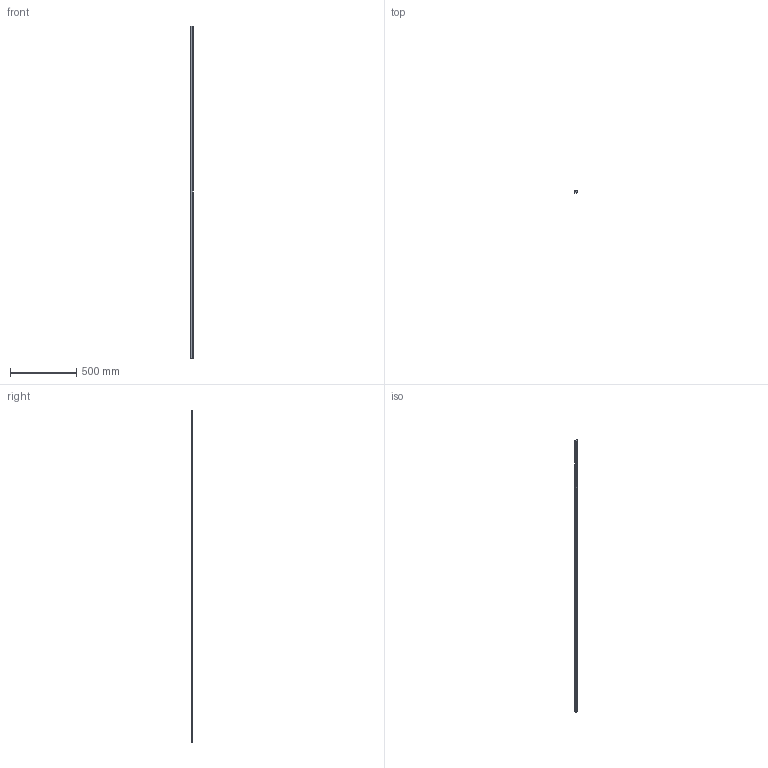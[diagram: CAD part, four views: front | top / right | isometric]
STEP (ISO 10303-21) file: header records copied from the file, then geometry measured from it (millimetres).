
FILE_DESCRIPTION(/* description */ (''),/* implementation_level */ '2;1');
FILE_NAME(/* name */ 'Baugruppe_mit_Endkappen_sldasm.stp',/* time_stamp */ '2019-06-11T06:59:49+02:00',/* author */ (''),/* organization */ (''),/* preprocessor_version */ 'ST-DEVELOPER v16.7',/* originating_system */ 'SIEMENS PLM Software NX 12.0',/* authorisation */ '');
FILE_SCHEMA (('AUTOMOTIVE_DESIGN { 1 0 10303 214 3 1 1 1 }'));
Length unit declared in the file: millimetre
Products named in the file (1): p.sc242CC721x2ye
Bounding box: 19.9 x 13.1 x 2502 mm (x, y, z)
Volume: 481192.6 mm3; surface area: 150531.3 mm2
Topology: 1 solids, 1 shells, 53 faces, 147 edges, 92 vertices
Faces by surface type: plane 39, cylinder 10, revolution 4
Entity records: 1685 total; most frequent: CARTESIAN_POINT 305, ORIENTED_EDGE 286, DIRECTION 271, EDGE_CURVE 143, LINE 119, VECTOR 119, VERTEX_POINT 92, AXIS2_PLACEMENT_3D 74
